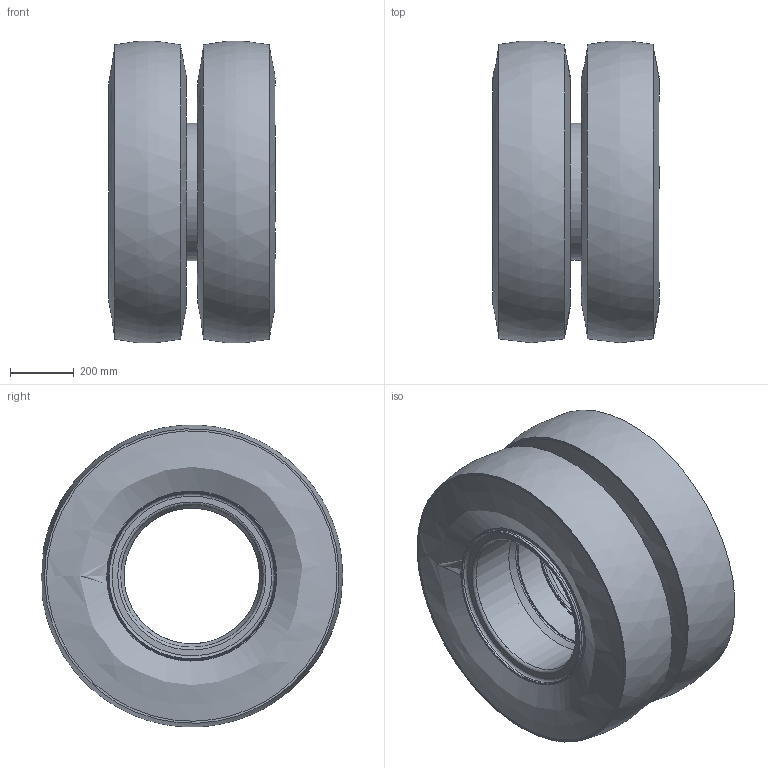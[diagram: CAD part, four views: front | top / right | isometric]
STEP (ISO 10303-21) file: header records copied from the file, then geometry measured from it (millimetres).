
FILE_DESCRIPTION(('FreeCAD Model'),'2;1');
FILE_NAME('Open CASCADE Shape Model','2025-05-04T18:04:36',('FreeCAD'),( 'FreeCAD'),'Open CASCADE STEP processor 7.6','FreeCAD','Unknown');
FILE_SCHEMA(('AUTOMOTIVE_DESIGN { 1 0 10303 214 1 1 1 1 }'));
Length unit declared in the file: millimetre
Products named in the file (1): Open CASCADE STEP translator 7.6 1
Bounding box: 523.74 x 946.36 x 947.43 mm (x, y, z)
Volume: 229571215.6 mm3; surface area: 5828109.1 mm2
Topology: 5 solids, 5 shells, 104 faces, 180 edges, 104 vertices
Faces by surface type: bspline 104
Entity records: 3928 total; most frequent: CARTESIAN_POINT 2829, ORIENTED_EDGE 360, EDGE_CURVE 180, FACE_BOUND 132, EDGE_LOOP 132, ADVANCED_FACE 104, VERTEX_POINT 104, B_SPLINE_CURVE_WITH_KNOTS 34
